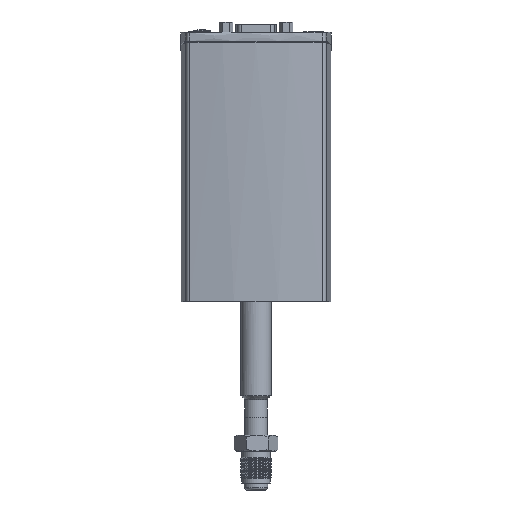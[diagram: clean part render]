
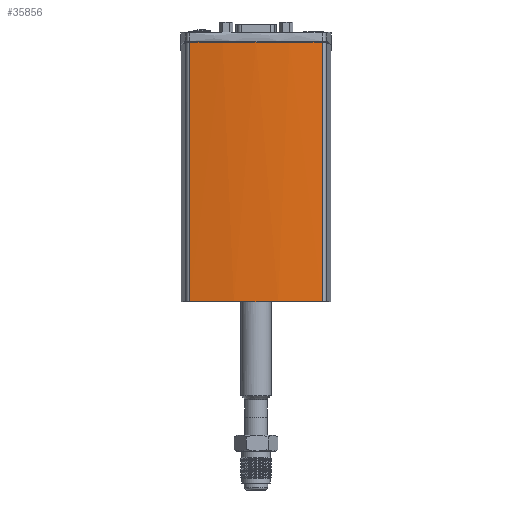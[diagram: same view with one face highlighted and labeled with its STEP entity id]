
A CAD part, left-side view. The second image highlights one B-rep face of the part: STEP entity #35856.
In plain terms, the highlighted cylindrical face has radius 170 mm (diameter 340 mm), a partial arc.
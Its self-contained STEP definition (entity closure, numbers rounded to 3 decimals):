
#192=B_SPLINE_CURVE_WITH_KNOTS('',3,(#53775,#53776,#53777,#53778,#53779,
#53780),.UNSPECIFIED.,.F.,.F.,(4,2,4),(3.561,5.341,
6.145),.UNSPECIFIED.);
#193=B_SPLINE_CURVE_WITH_KNOTS('',3,(#53787,#53788,#53789,#53790,#53791,
#53792),.UNSPECIFIED.,.F.,.F.,(4,2,4),(0.977,1.78,
3.561),.UNSPECIFIED.);
#2888=FACE_OUTER_BOUND('',#4933,.T.);
#4933=EDGE_LOOP('',(#23907,#23908,#23909,#23910,#23911));
#7116=LINE('',#53782,#9886);
#7117=LINE('',#53786,#9887);
#9886=VECTOR('',#42671,10.);
#9887=VECTOR('',#42674,10.);
#12562=CIRCLE('',#38195,170.);
#14365=VERTEX_POINT('',#53773);
#14366=VERTEX_POINT('',#53774);
#14367=VERTEX_POINT('',#53781);
#14368=VERTEX_POINT('',#53783);
#14369=VERTEX_POINT('',#53785);
#17977=EDGE_CURVE('',#14365,#14366,#192,.T.);
#17978=EDGE_CURVE('',#14367,#14366,#7116,.T.);
#17979=EDGE_CURVE('',#14368,#14367,#12562,.T.);
#17980=EDGE_CURVE('',#14368,#14369,#7117,.T.);
#17981=EDGE_CURVE('',#14369,#14365,#193,.T.);
#23907=ORIENTED_EDGE('',*,*,#17977,.T.);
#23908=ORIENTED_EDGE('',*,*,#17978,.F.);
#23909=ORIENTED_EDGE('',*,*,#17979,.F.);
#23910=ORIENTED_EDGE('',*,*,#17980,.T.);
#23911=ORIENTED_EDGE('',*,*,#17981,.T.);
#33130=CYLINDRICAL_SURFACE('',#38194,170.);
#35856=ADVANCED_FACE('',(#2888),#33130,.T.);
#38194=AXIS2_PLACEMENT_3D('',#53772,#42669,#42670);
#38195=AXIS2_PLACEMENT_3D('',#53784,#42672,#42673);
#42669=DIRECTION('center_axis',(0.,0.,
1.));
#42670=DIRECTION('ref_axis',(-1.,0.,0.));
#42671=DIRECTION('',(0.,0.,1.));
#42672=DIRECTION('center_axis',(0.,0.,
-1.));
#42673=DIRECTION('ref_axis',(1.,0.,0.));
#42674=DIRECTION('',(0.,0.,1.));
#53772=CARTESIAN_POINT('Origin',(138.5,0.,
9.));
#53773=CARTESIAN_POINT('',(-31.5,0.,117.2));
#53774=CARTESIAN_POINT('',(-29.245,27.596,117.186));
#53775=CARTESIAN_POINT('Ctrl Pts',(-31.5,0.,
117.2));
#53776=CARTESIAN_POINT('Ctrl Pts',(-31.5,5.934,117.2));
#53777=CARTESIAN_POINT('Ctrl Pts',(-31.169,12.447,117.201));
#53778=CARTESIAN_POINT('Ctrl Pts',(-30.117,21.836,117.195));
#53779=CARTESIAN_POINT('Ctrl Pts',(-29.714,24.748,117.192));
#53780=CARTESIAN_POINT('Ctrl Pts',(-29.245,27.596,117.186));
#53781=CARTESIAN_POINT('',(-29.245,27.596,9.));
#53782=CARTESIAN_POINT('',(-29.245,27.596,9.));
#53783=CARTESIAN_POINT('',(-29.245,-27.596,9.));
#53784=CARTESIAN_POINT('Origin',(138.5,0.,
9.));
#53785=CARTESIAN_POINT('',(-29.245,-27.596,117.186));
#53786=CARTESIAN_POINT('',(-29.245,-27.596,9.));
#53787=CARTESIAN_POINT('Ctrl Pts',(-29.245,-27.596,117.186));
#53788=CARTESIAN_POINT('Ctrl Pts',(-29.714,-24.748,117.192));
#53789=CARTESIAN_POINT('Ctrl Pts',(-30.117,-21.836,
117.195));
#53790=CARTESIAN_POINT('Ctrl Pts',(-31.169,-12.447,
117.201));
#53791=CARTESIAN_POINT('Ctrl Pts',(-31.5,-5.934,
117.2));
#53792=CARTESIAN_POINT('Ctrl Pts',(-31.5,0.,
117.2));
